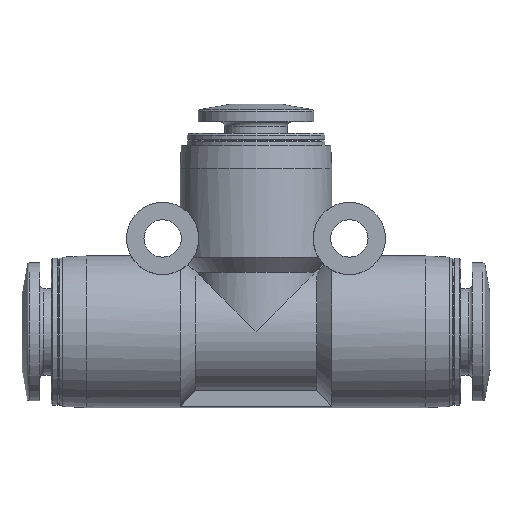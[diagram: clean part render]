
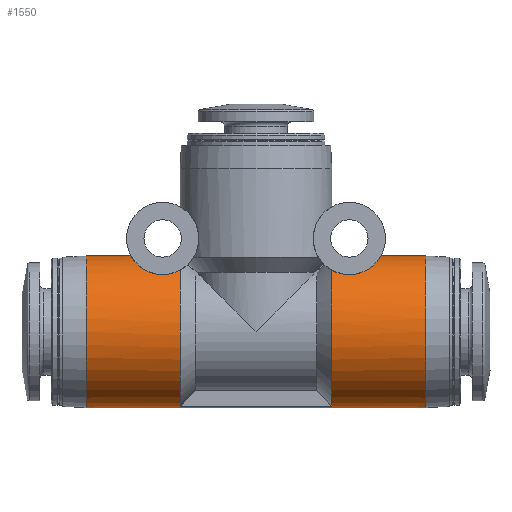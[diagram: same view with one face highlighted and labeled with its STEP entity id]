
A CAD part, front view. The second image highlights one B-rep face of the part: STEP entity #1550.
In plain terms, the highlighted cylindrical face has radius 6.5 mm (diameter 13 mm), a full revolution.
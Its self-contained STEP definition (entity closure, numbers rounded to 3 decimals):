
#62=LINE('',#2365,#74);
#63=LINE('',#2366,#75);
#74=VECTOR('',#1871,1000.);
#75=VECTOR('',#1872,1000.);
#93=B_SPLINE_CURVE_WITH_KNOTS('',3,(#2252,#2253,#2254,#2255,#2256,#2257,
#2258,#2259,#2260,#2261,#2262,#2263,#2264,#2265,#2266),.UNSPECIFIED.,.F.,
 .F.,(4,1,1,1,1,1,1,1,1,1,1,1,4),(0.004,0.005,
0.006,0.007,0.008,0.01,
0.012,0.014,0.016,0.017,
0.018,0.019,0.02),.UNSPECIFIED.);
#99=B_SPLINE_CURVE_WITH_KNOTS('',3,(#2307,#2308,#2309,#2310,#2311,#2312,
#2313,#2314,#2315,#2316,#2317,#2318,#2319,#2320,#2321),.UNSPECIFIED.,.F.,
 .F.,(4,1,1,1,1,1,1,1,1,1,1,1,4),(0.016,0.017,
0.018,0.019,0.02,0.022,
0.024,0.026,0.028,0.029,
0.03,0.03,0.031),.UNSPECIFIED.);
#110=CYLINDRICAL_SURFACE('',#1658,6.5);
#211=ORIENTED_EDGE('',*,*,#426,.F.);
#212=ORIENTED_EDGE('',*,*,#429,.F.);
#213=ORIENTED_EDGE('',*,*,#427,.T.);
#214=ORIENTED_EDGE('',*,*,#406,.F.);
#215=ORIENTED_EDGE('',*,*,#419,.T.);
#216=ORIENTED_EDGE('',*,*,#430,.T.);
#217=ORIENTED_EDGE('',*,*,#417,.F.);
#218=ORIENTED_EDGE('',*,*,#414,.F.);
#219=ORIENTED_EDGE('',*,*,#431,.F.);
#220=ORIENTED_EDGE('',*,*,#432,.T.);
#406=EDGE_CURVE('',#521,#522,#93,.T.);
#414=EDGE_CURVE('',#527,#528,#99,.T.);
#417=EDGE_CURVE('',#528,#529,#604,.T.);
#419=EDGE_CURVE('',#521,#530,#605,.T.);
#426=EDGE_CURVE('',#534,#527,#608,.T.);
#427=EDGE_CURVE('',#535,#522,#609,.T.);
#429=EDGE_CURVE('',#535,#534,#62,.T.);
#430=EDGE_CURVE('',#530,#529,#63,.T.);
#431=EDGE_CURVE('',#536,#536,#610,.T.);
#432=EDGE_CURVE('',#537,#537,#611,.T.);
#521=VERTEX_POINT('',#2251);
#522=VERTEX_POINT('',#2267);
#527=VERTEX_POINT('',#2306);
#528=VERTEX_POINT('',#2322);
#529=VERTEX_POINT('',#2332);
#530=VERTEX_POINT('',#2339);
#534=VERTEX_POINT('',#2355);
#535=VERTEX_POINT('',#2359);
#536=VERTEX_POINT('',#2368);
#537=VERTEX_POINT('',#2370);
#604=CIRCLE('',#1646,6.5);
#605=CIRCLE('',#1648,6.5);
#608=CIRCLE('',#1655,6.5);
#609=CIRCLE('',#1657,6.5);
#610=CIRCLE('',#1659,6.5);
#611=CIRCLE('',#1660,6.5);
#689=EDGE_LOOP('',(#211,#212,#213,#214,#215,#216,#217,#218));
#690=EDGE_LOOP('',(#219));
#691=EDGE_LOOP('',(#220));
#835=FACE_BOUND('',#689,.T.);
#836=FACE_BOUND('',#690,.T.);
#837=FACE_BOUND('',#691,.T.);
#1550=ADVANCED_FACE('',(#835,#836,#837),#110,.T.);
#1646=AXIS2_PLACEMENT_3D('',#2333,#1844,#1845);
#1648=AXIS2_PLACEMENT_3D('',#2340,#1848,#1849);
#1655=AXIS2_PLACEMENT_3D('',#2356,#1863,#1864);
#1657=AXIS2_PLACEMENT_3D('',#2358,#1867,#1868);
#1658=AXIS2_PLACEMENT_3D('',#2364,#1869,#1870);
#1659=AXIS2_PLACEMENT_3D('',#2367,#1873,#1874);
#1660=AXIS2_PLACEMENT_3D('',#2369,#1875,#1876);
#1844=DIRECTION('',(1.,0.,0.));
#1845=DIRECTION('',(0.,1.,0.));
#1848=DIRECTION('',(1.,0.,0.));
#1849=DIRECTION('',(0.,1.,0.));
#1863=DIRECTION('',(1.,0.,0.));
#1864=DIRECTION('',(0.,1.,0.));
#1867=DIRECTION('',(1.,0.,0.));
#1868=DIRECTION('',(0.,1.,0.));
#1869=DIRECTION('',(1.,0.,0.));
#1870=DIRECTION('',(0.,1.,0.));
#1871=DIRECTION('',(-1.,0.,0.));
#1872=DIRECTION('',(-1.,0.,0.));
#1873=DIRECTION('',(1.,0.,0.));
#1874=DIRECTION('',(0.,1.,0.));
#1875=DIRECTION('',(1.,0.,0.));
#1876=DIRECTION('',(0.,1.,0.));
#2251=CARTESIAN_POINT('',(6.5,-3.781,5.287));
#2252=CARTESIAN_POINT('',(6.5,-3.781,5.287));
#2253=CARTESIAN_POINT('',(6.731,-3.96,5.159));
#2254=CARTESIAN_POINT('',(7.28,-4.233,4.935));
#2255=CARTESIAN_POINT('',(8.258,-4.317,4.859));
#2256=CARTESIAN_POINT('',(9.184,-4.055,5.089));
#2257=CARTESIAN_POINT('',(10.105,-3.31,5.637));
#2258=CARTESIAN_POINT('',(10.623,-1.906,6.315));
#2259=CARTESIAN_POINT('',(10.758,0.,6.593));
#2260=CARTESIAN_POINT('',(10.623,1.904,6.315));
#2261=CARTESIAN_POINT('',(10.106,3.309,5.638));
#2262=CARTESIAN_POINT('',(9.185,4.054,5.09));
#2263=CARTESIAN_POINT('',(8.265,4.316,4.86));
#2264=CARTESIAN_POINT('',(7.283,4.235,4.934));
#2265=CARTESIAN_POINT('',(6.732,3.96,5.159));
#2266=CARTESIAN_POINT('',(6.5,3.781,5.287));
#2267=CARTESIAN_POINT('',(6.5,3.781,5.287));
#2306=CARTESIAN_POINT('',(-6.5,3.781,5.287));
#2307=CARTESIAN_POINT('',(-6.5,3.781,5.287));
#2308=CARTESIAN_POINT('',(-6.731,3.96,5.159));
#2309=CARTESIAN_POINT('',(-7.281,4.233,4.935));
#2310=CARTESIAN_POINT('',(-8.258,4.317,4.859));
#2311=CARTESIAN_POINT('',(-9.183,4.055,5.089));
#2312=CARTESIAN_POINT('',(-10.105,3.31,5.637));
#2313=CARTESIAN_POINT('',(-10.623,1.907,6.314));
#2314=CARTESIAN_POINT('',(-10.758,0.,6.593));
#2315=CARTESIAN_POINT('',(-10.622,-1.911,6.313));
#2316=CARTESIAN_POINT('',(-10.104,-3.311,5.636));
#2317=CARTESIAN_POINT('',(-9.182,-4.055,5.089));
#2318=CARTESIAN_POINT('',(-8.263,-4.316,4.86));
#2319=CARTESIAN_POINT('',(-7.283,-4.234,4.935));
#2320=CARTESIAN_POINT('',(-6.732,-3.961,5.159));
#2321=CARTESIAN_POINT('',(-6.5,-3.781,5.287));
#2322=CARTESIAN_POINT('',(-6.5,-3.781,5.287));
#2332=CARTESIAN_POINT('',(-6.5,-1.3,-6.369));
#2333=CARTESIAN_POINT('',(-6.5,0.,0.));
#2339=CARTESIAN_POINT('',(6.5,-1.3,-6.369));
#2340=CARTESIAN_POINT('',(6.5,0.,0.));
#2355=CARTESIAN_POINT('',(-6.5,1.3,-6.369));
#2356=CARTESIAN_POINT('',(-6.5,0.,0.));
#2358=CARTESIAN_POINT('',(6.5,0.,0.));
#2359=CARTESIAN_POINT('',(6.5,1.3,-6.369));
#2364=CARTESIAN_POINT('',(20.05,0.,0.));
#2365=CARTESIAN_POINT('',(6.5,1.3,-6.369));
#2366=CARTESIAN_POINT('',(6.5,-1.3,-6.369));
#2367=CARTESIAN_POINT('',(14.55,0.,0.));
#2368=CARTESIAN_POINT('',(14.55,6.5,0.));
#2369=CARTESIAN_POINT('',(-14.55,0.,0.));
#2370=CARTESIAN_POINT('',(-14.55,6.5,0.));
